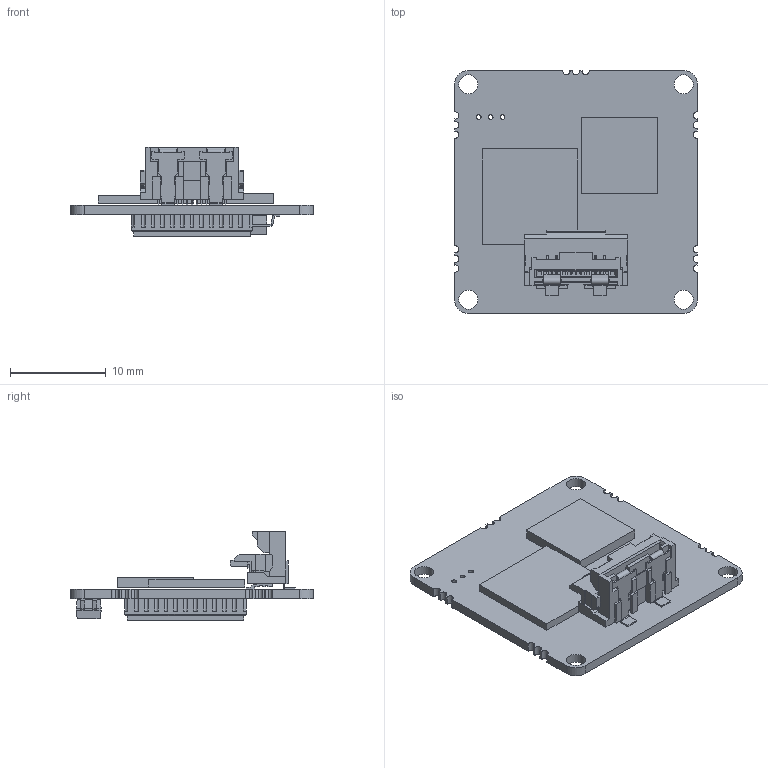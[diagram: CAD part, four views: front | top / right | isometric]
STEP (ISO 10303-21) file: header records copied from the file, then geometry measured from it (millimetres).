
FILE_DESCRIPTION(/* description */ (''),/* implementation_level */ '2;1');
FILE_NAME(/* name */ 'MQ013xG-E2-S7-FV-BRD_01-STP.stp',/* time_stamp */ '2024-04-29T07:46:25+02:00',/* author */ (''),/* organization */ (''),/* preprocessor_version */ 'ST-DEVELOPER v18.102',/* originating_system */ 'SIEMENS PLM Software NX2206.6002',/* authorisation */ '');
FILE_SCHEMA (('AUTOMOTIVE_DESIGN { 1 0 10303 214 3 1 1 1 }'));
Length unit declared in the file: millimetre
Products named in the file (1): 004914_01_1-MQ013xG-E2-S7-FV-BRD
Bounding box: 25.4 x 25.4 x 9.37 mm (x, y, z)
Volume: 1202.5 mm3; surface area: 3411.6 mm2
Topology: 11 solids, 11 shells, 1431 faces, 4611 edges, 3173 vertices
Faces by surface type: plane 1151, cylinder 271, cone 4, torus 4, extrusion 1
Full cylindrical faces by diameter (mm): 0.5 x3, 2 x4
Entity records: 53875 total; most frequent: CARTESIAN_POINT 10986, ORIENTED_EDGE 9220, DIRECTION 7841, EDGE_CURVE 4610, VECTOR 3875, LINE 3874, VERTEX_POINT 3173, AXIS2_PLACEMENT_3D 1983
